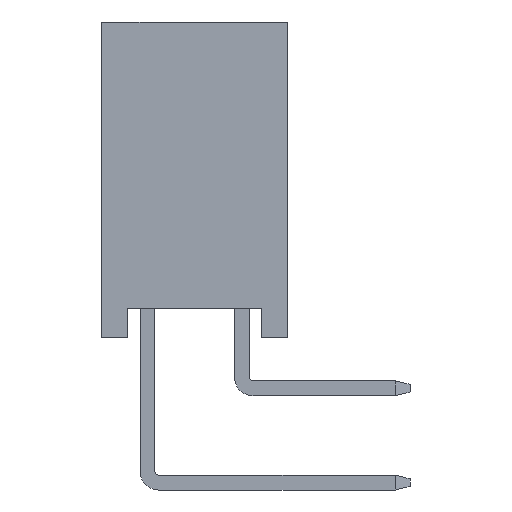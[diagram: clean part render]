
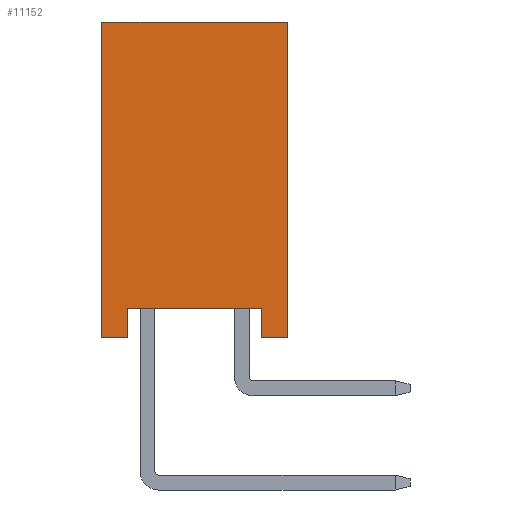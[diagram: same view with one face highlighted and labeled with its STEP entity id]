
A CAD part, left-side view. The second image highlights one B-rep face of the part: STEP entity #11152.
In plain terms, the highlighted planar face has unit normal (-1, 0, 0).
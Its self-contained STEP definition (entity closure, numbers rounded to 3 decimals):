
#1224=ORIENTED_EDGE('',*,*,#4228,.F.);
#1225=ORIENTED_EDGE('',*,*,#4229,.T.);
#1226=ORIENTED_EDGE('',*,*,#3607,.T.);
#1227=ORIENTED_EDGE('',*,*,#4230,.T.);
#1228=ORIENTED_EDGE('',*,*,#4231,.F.);
#1229=ORIENTED_EDGE('',*,*,#4232,.T.);
#1230=ORIENTED_EDGE('',*,*,#3453,.T.);
#1231=ORIENTED_EDGE('',*,*,#4233,.F.);
#3453=EDGE_CURVE('',#5052,#5050,#6071,.T.);
#3607=EDGE_CURVE('',#5198,#5201,#6225,.T.);
#4228=EDGE_CURVE('',#5634,#5635,#6846,.T.);
#4229=EDGE_CURVE('',#5634,#5198,#6847,.T.);
#4230=EDGE_CURVE('',#5201,#5636,#6848,.T.);
#4231=EDGE_CURVE('',#5637,#5636,#6849,.T.);
#4232=EDGE_CURVE('',#5637,#5052,#6850,.T.);
#4233=EDGE_CURVE('',#5635,#5050,#6851,.T.);
#5050=VERTEX_POINT('',#15238);
#5052=VERTEX_POINT('',#15241);
#5198=VERTEX_POINT('',#15543);
#5201=VERTEX_POINT('',#15548);
#5634=VERTEX_POINT('',#16728);
#5635=VERTEX_POINT('',#16729);
#5636=VERTEX_POINT('',#16732);
#5637=VERTEX_POINT('',#16734);
#6071=LINE('',#15240,#7645);
#6225=LINE('',#15549,#7799);
#6846=LINE('',#16727,#8420);
#6847=LINE('',#16730,#8421);
#6848=LINE('',#16731,#8422);
#6849=LINE('',#16733,#8423);
#6850=LINE('',#16735,#8424);
#6851=LINE('',#16736,#8425);
#7645=VECTOR('',#12342,1000.);
#7799=VECTOR('',#12506,1000.);
#8420=VECTOR('',#13377,1000.);
#8421=VECTOR('',#13378,1000.);
#8422=VECTOR('',#13379,1000.);
#8423=VECTOR('',#13380,1000.);
#8424=VECTOR('',#13381,1000.);
#8425=VECTOR('',#13382,1000.);
#9348=EDGE_LOOP('',(#1224,#1225,#1226,#1227,#1228,#1229,#1230,#1231));
#9996=FACE_BOUND('',#9348,.T.);
#10580=PLANE('',#11774);
#11152=ADVANCED_FACE('',(#9996),#10580,.T.);
#11774=AXIS2_PLACEMENT_3D('',#16726,#13375,#13376);
#12342=DIRECTION('',(0.,1.,0.));
#12506=DIRECTION('',(0.,-1.,0.));
#13375=DIRECTION('',(-1.,0.,0.));
#13376=DIRECTION('',(0.,0.,1.));
#13377=DIRECTION('',(0.,1.,0.));
#13378=DIRECTION('',(0.,0.,1.));
#13379=DIRECTION('',(0.,0.,-1.));
#13380=DIRECTION('',(0.,1.,0.));
#13381=DIRECTION('',(0.,0.,1.));
#13382=DIRECTION('',(0.,0.,1.));
#15238=CARTESIAN_POINT('',(-20.57,2.5,4.25));
#15240=CARTESIAN_POINT('',(-20.57,-2.5,4.25));
#15241=CARTESIAN_POINT('',(-20.57,-2.5,4.25));
#15543=CARTESIAN_POINT('',(-20.57,1.8,-3.45));
#15548=CARTESIAN_POINT('',(-20.57,-1.8,-3.45));
#15549=CARTESIAN_POINT('',(-20.57,-2.5,-3.45));
#16726=CARTESIAN_POINT('',(-20.57,-2.5,-4.25));
#16727=CARTESIAN_POINT('',(-20.57,-2.5,-4.25));
#16728=CARTESIAN_POINT('',(-20.57,1.8,-4.25));
#16729=CARTESIAN_POINT('',(-20.57,2.5,-4.25));
#16730=CARTESIAN_POINT('',(-20.57,1.8,-4.25));
#16731=CARTESIAN_POINT('',(-20.57,-1.8,-4.25));
#16732=CARTESIAN_POINT('',(-20.57,-1.8,-4.25));
#16733=CARTESIAN_POINT('',(-20.57,-2.5,-4.25));
#16734=CARTESIAN_POINT('',(-20.57,-2.5,-4.25));
#16735=CARTESIAN_POINT('',(-20.57,-2.5,-4.25));
#16736=CARTESIAN_POINT('',(-20.57,2.5,-4.25));
